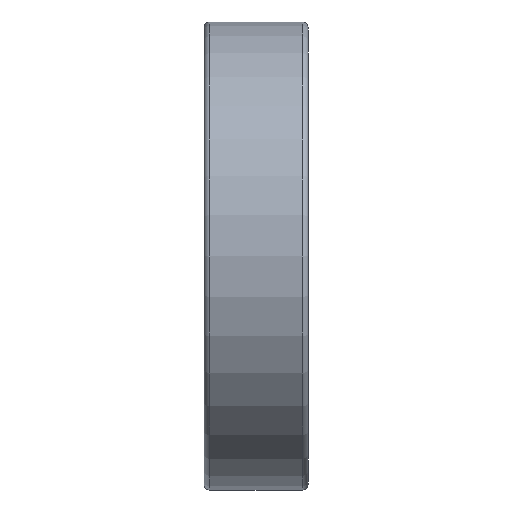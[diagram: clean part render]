
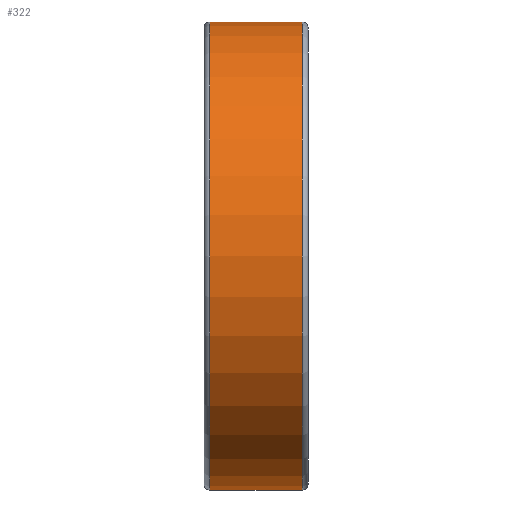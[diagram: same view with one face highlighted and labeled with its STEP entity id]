
A CAD part, front view. The second image highlights one B-rep face of the part: STEP entity #322.
In plain terms, the highlighted cylindrical face has radius 45 mm (diameter 90 mm), a full revolution.
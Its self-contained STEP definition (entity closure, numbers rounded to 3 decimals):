
#150=CYLINDRICAL_SURFACE('',#392,45.);
#186=ORIENTED_EDGE('',*,*,#205,.T.);
#187=ORIENTED_EDGE('',*,*,#204,.F.);
#204=EDGE_CURVE('',#220,#220,#237,.T.);
#205=EDGE_CURVE('',#221,#221,#238,.T.);
#220=VERTEX_POINT('',#598);
#221=VERTEX_POINT('',#601);
#237=CIRCLE('',#391,45.);
#238=CIRCLE('',#393,45.);
#267=EDGE_LOOP('',(#186));
#268=EDGE_LOOP('',(#187));
#299=FACE_BOUND('',#267,.T.);
#300=FACE_BOUND('',#268,.T.);
#322=ADVANCED_FACE('',(#299,#300),#150,.T.);
#391=AXIS2_PLACEMENT_3D('',#597,#485,#486);
#392=AXIS2_PLACEMENT_3D('',#599,#487,#488);
#393=AXIS2_PLACEMENT_3D('',#600,#489,#490);
#485=DIRECTION('',(1.,0.,0.));
#486=DIRECTION('',(0.,0.,-1.));
#487=DIRECTION('',(1.,0.,0.));
#488=DIRECTION('',(0.,0.,-1.));
#489=DIRECTION('',(1.,0.,0.));
#490=DIRECTION('',(0.,0.,-1.));
#597=CARTESIAN_POINT('',(18.9,0.,0.));
#598=CARTESIAN_POINT('',(18.9,0.,-45.));
#599=CARTESIAN_POINT('',(20.,0.,0.));
#600=CARTESIAN_POINT('',(1.1,0.,0.));
#601=CARTESIAN_POINT('',(1.1,0.,-45.));
